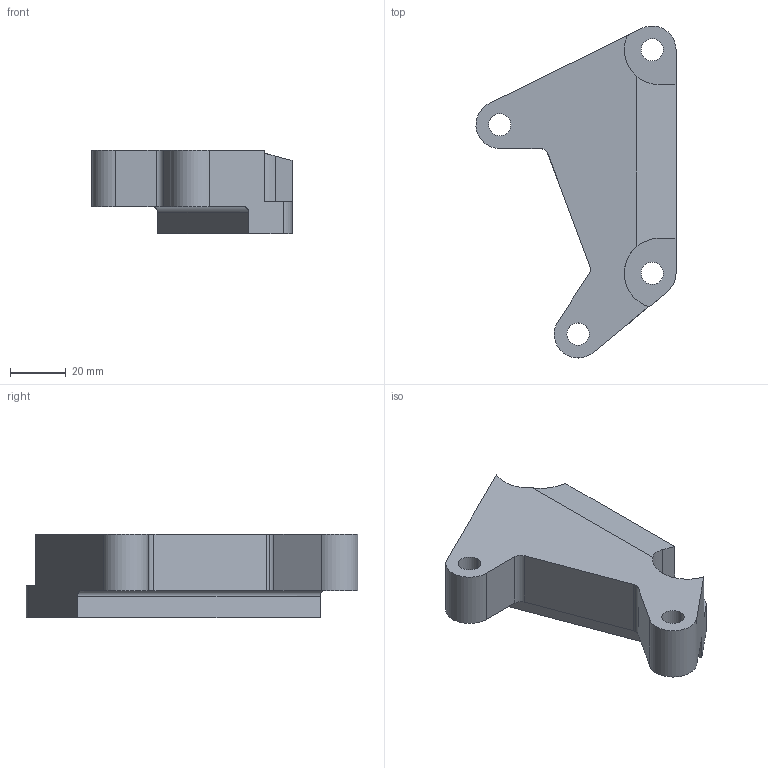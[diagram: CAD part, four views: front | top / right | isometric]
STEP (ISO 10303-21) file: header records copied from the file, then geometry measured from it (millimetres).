
FILE_DESCRIPTION (( 'STEP AP203' ), '1' );
FILE_NAME ('Mirror support etrier frein.STEP', '2021-05-12T20:59:22', ( '' ), ( '' ), 'SwSTEP 2.0', 'SolidWorks 2020', '' );
FILE_SCHEMA (( 'CONFIG_CONTROL_DESIGN' ));
Length unit declared in the file: millimetre
Products named in the file (1): Mirror support etrier frein
Bounding box: 71.55 x 118.77 x 30 mm (x, y, z)
Volume: 97423.6 mm3; surface area: 20661.4 mm2
Topology: 1 solids, 1 shells, 52 faces, 139 edges, 90 vertices
Faces by surface type: cylinder 24, plane 20, cone 4, torus 4
Entity records: 1730 total; most frequent: DIRECTION 299, CARTESIAN_POINT 294, ORIENTED_EDGE 278, EDGE_CURVE 139, AXIS2_PLACEMENT_3D 111, VERTEX_POINT 90, LINE 77, VECTOR 77
